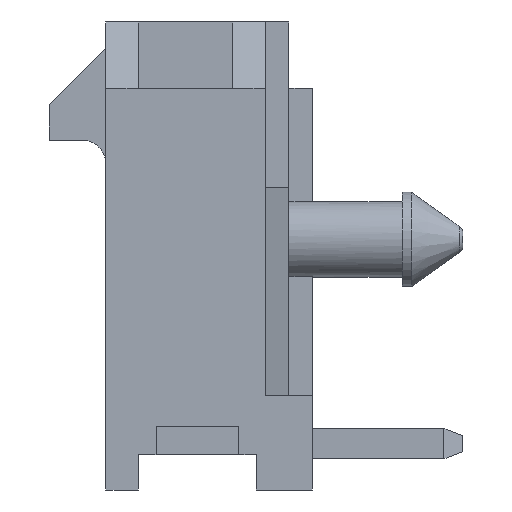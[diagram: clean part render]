
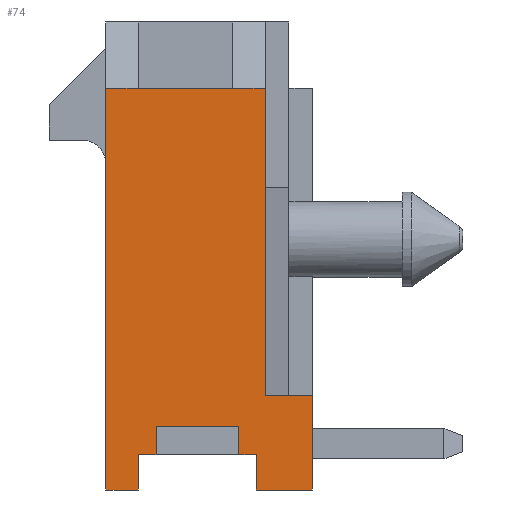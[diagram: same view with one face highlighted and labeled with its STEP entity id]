
A CAD part, left-side view. The second image highlights one B-rep face of the part: STEP entity #74.
In plain terms, the highlighted planar face has unit normal (-1, 0, 0).
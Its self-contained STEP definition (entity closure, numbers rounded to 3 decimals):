
#74=ADVANCED_FACE('',(#283),#284,.F.);
#283=FACE_OUTER_BOUND('',#685,.T.);
#284=PLANE('',#686);
#685=EDGE_LOOP('',(#1087,#1088,#1089,#1090,#1091,#1092,#1093,#1094,#1095,#1096,#1097,#1098,#1099,#1100,#1101,#1102,#1103));
#686=AXIS2_PLACEMENT_3D('',#1104,#1105,#1106);
#1087=ORIENTED_EDGE('',*,*,#2666,.F.);
#1088=ORIENTED_EDGE('',*,*,#2667,.F.);
#1089=ORIENTED_EDGE('',*,*,#2668,.T.);
#1090=ORIENTED_EDGE('',*,*,#2669,.F.);
#1091=ORIENTED_EDGE('',*,*,#2670,.F.);
#1092=ORIENTED_EDGE('',*,*,#2671,.F.);
#1093=ORIENTED_EDGE('',*,*,#2672,.F.);
#1094=ORIENTED_EDGE('',*,*,#2673,.F.);
#1095=ORIENTED_EDGE('',*,*,#2674,.T.);
#1096=ORIENTED_EDGE('',*,*,#2675,.T.);
#1097=ORIENTED_EDGE('',*,*,#2676,.T.);
#1098=ORIENTED_EDGE('',*,*,#2677,.F.);
#1099=ORIENTED_EDGE('',*,*,#2678,.F.);
#1100=ORIENTED_EDGE('',*,*,#2679,.F.);
#1101=ORIENTED_EDGE('',*,*,#2680,.F.);
#1102=ORIENTED_EDGE('',*,*,#2681,.T.);
#1103=ORIENTED_EDGE('',*,*,#2682,.F.);
#1104=CARTESIAN_POINT('',(-7.825,0.0,0.0));
#1105=DIRECTION('',(1.0,0.0,0.0));
#1106=DIRECTION('',(0.0,1.0,0.0));
#2666=EDGE_CURVE('',#3205,#3206,#3207,.T.);
#2667=EDGE_CURVE('',#3208,#3205,#3209,.T.);
#2668=EDGE_CURVE('',#3208,#3210,#3211,.T.);
#2669=EDGE_CURVE('',#3212,#3210,#3213,.T.);
#2670=EDGE_CURVE('',#3214,#3212,#3215,.T.);
#2671=EDGE_CURVE('',#3216,#3214,#3217,.T.);
#2672=EDGE_CURVE('',#3218,#3216,#3219,.T.);
#2673=EDGE_CURVE('',#3220,#3218,#3221,.T.);
#2674=EDGE_CURVE('',#3220,#3222,#3223,.T.);
#2675=EDGE_CURVE('',#3222,#3224,#3225,.T.);
#2676=EDGE_CURVE('',#3224,#3226,#3227,.T.);
#2677=EDGE_CURVE('',#3228,#3226,#3229,.T.);
#2678=EDGE_CURVE('',#3230,#3228,#3231,.T.);
#2679=EDGE_CURVE('',#3232,#3230,#3233,.T.);
#2680=EDGE_CURVE('',#3234,#3232,#3235,.T.);
#2681=EDGE_CURVE('',#3234,#3236,#3237,.T.);
#2682=EDGE_CURVE('',#3206,#3236,#3238,.T.);
#3205=VERTEX_POINT('',#4015);
#3206=VERTEX_POINT('',#4016);
#3207=LINE('',#4017,#4018);
#3208=VERTEX_POINT('',#4019);
#3209=LINE('',#4020,#4021);
#3210=VERTEX_POINT('',#4022);
#3211=LINE('',#4023,#4024);
#3212=VERTEX_POINT('',#4025);
#3213=LINE('',#4026,#4027);
#3214=VERTEX_POINT('',#4028);
#3215=LINE('',#4029,#4030);
#3216=VERTEX_POINT('',#4031);
#3217=LINE('',#4032,#4033);
#3218=VERTEX_POINT('',#4034);
#3219=LINE('',#4035,#4036);
#3220=VERTEX_POINT('',#4037);
#3221=LINE('',#4038,#4039);
#3222=VERTEX_POINT('',#4040);
#3223=LINE('',#4041,#4042);
#3224=VERTEX_POINT('',#4043);
#3225=LINE('',#4044,#4045);
#3226=VERTEX_POINT('',#4046);
#3227=LINE('',#4047,#4048);
#3228=VERTEX_POINT('',#4049);
#3229=LINE('',#4050,#4051);
#3230=VERTEX_POINT('',#4052);
#3231=LINE('',#4053,#4054);
#3232=VERTEX_POINT('',#4055);
#3233=LINE('',#4056,#4057);
#3234=VERTEX_POINT('',#4058);
#3235=LINE('',#4059,#4060);
#3236=VERTEX_POINT('',#4061);
#3237=LINE('',#4062,#4063);
#3238=LINE('',#4064,#4065);
#4015=CARTESIAN_POINT('',(-7.825,-1.435,3.55));
#4016=CARTESIAN_POINT('',(-7.825,-1.435,1.45));
#4017=CARTESIAN_POINT('',(-7.825,-1.435,3.55));
#4018=VECTOR('',#5299,2.1);
#4019=CARTESIAN_POINT('',(-7.825,-0.745,3.55));
#4020=CARTESIAN_POINT('',(-7.825,-0.745,3.55));
#4021=VECTOR('',#5300,0.69);
#4022=CARTESIAN_POINT('',(-7.825,1.255,3.55));
#4023=CARTESIAN_POINT('',(-7.825,-0.745,3.55));
#4024=VECTOR('',#5301,2.0);
#4025=CARTESIAN_POINT('',(-7.825,1.935,3.55));
#4026=CARTESIAN_POINT('',(-7.825,1.935,3.55));
#4027=VECTOR('',#5302,0.68);
#4028=CARTESIAN_POINT('',(-7.825,1.935,-4.95));
#4029=CARTESIAN_POINT('',(-7.825,1.935,-4.95));
#4030=VECTOR('',#5303,8.5);
#4031=CARTESIAN_POINT('',(-7.825,1.25,-4.95));
#4032=CARTESIAN_POINT('',(-7.825,1.25,-4.95));
#4033=VECTOR('',#5304,0.685);
#4034=CARTESIAN_POINT('',(-7.825,1.25,-4.2));
#4035=CARTESIAN_POINT('',(-7.825,1.25,-4.2));
#4036=VECTOR('',#5305,0.75);
#4037=CARTESIAN_POINT('',(-7.825,0.875,-4.2));
#4038=CARTESIAN_POINT('',(-7.825,0.875,-4.2));
#4039=VECTOR('',#5306,0.375);
#4040=CARTESIAN_POINT('',(-7.825,0.875,-3.6));
#4041=CARTESIAN_POINT('',(-7.825,0.875,-4.2));
#4042=VECTOR('',#5307,0.6);
#4043=CARTESIAN_POINT('',(-7.825,-0.875,-3.6));
#4044=CARTESIAN_POINT('',(-7.825,0.875,-3.6));
#4045=VECTOR('',#5308,1.75);
#4046=CARTESIAN_POINT('',(-7.825,-0.875,-4.2));
#4047=CARTESIAN_POINT('',(-7.825,-0.875,-3.6));
#4048=VECTOR('',#5309,0.6);
#4049=CARTESIAN_POINT('',(-7.825,-1.25,-4.2));
#4050=CARTESIAN_POINT('',(-7.825,-1.25,-4.2));
#4051=VECTOR('',#5310,0.375);
#4052=CARTESIAN_POINT('',(-7.825,-1.25,-4.95));
#4053=CARTESIAN_POINT('',(-7.825,-1.25,-4.95));
#4054=VECTOR('',#5311,0.75);
#4055=CARTESIAN_POINT('',(-7.825,-2.435,-4.95));
#4056=CARTESIAN_POINT('',(-7.825,-2.435,-4.95));
#4057=VECTOR('',#5312,1.185);
#4058=CARTESIAN_POINT('',(-7.825,-2.435,-2.95));
#4059=CARTESIAN_POINT('',(-7.825,-2.435,-2.95));
#4060=VECTOR('',#5313,2.0);
#4061=CARTESIAN_POINT('',(-7.825,-1.435,-2.95));
#4062=CARTESIAN_POINT('',(-7.825,-2.435,-2.95));
#4063=VECTOR('',#5314,1.0);
#4064=CARTESIAN_POINT('',(-7.825,-1.435,1.45));
#4065=VECTOR('',#5315,4.4);
#5299=DIRECTION('',(0.0,0.0,-1.0));
#5300=DIRECTION('',(0.0,-1.0,0.0));
#5301=DIRECTION('',(0.0,1.0,0.0));
#5302=DIRECTION('',(0.0,-1.0,0.0));
#5303=DIRECTION('',(0.0,0.0,1.0));
#5304=DIRECTION('',(0.0,1.0,0.0));
#5305=DIRECTION('',(0.0,0.0,-1.0));
#5306=DIRECTION('',(0.0,1.0,0.0));
#5307=DIRECTION('',(0.0,0.0,1.0));
#5308=DIRECTION('',(0.0,-1.0,0.0));
#5309=DIRECTION('',(0.0,0.0,-1.0));
#5310=DIRECTION('',(0.0,1.0,0.0));
#5311=DIRECTION('',(0.0,0.0,1.0));
#5312=DIRECTION('',(0.0,1.0,0.0));
#5313=DIRECTION('',(0.0,0.0,-1.0));
#5314=DIRECTION('',(0.0,1.0,0.0));
#5315=DIRECTION('',(0.0,0.0,-1.0));
